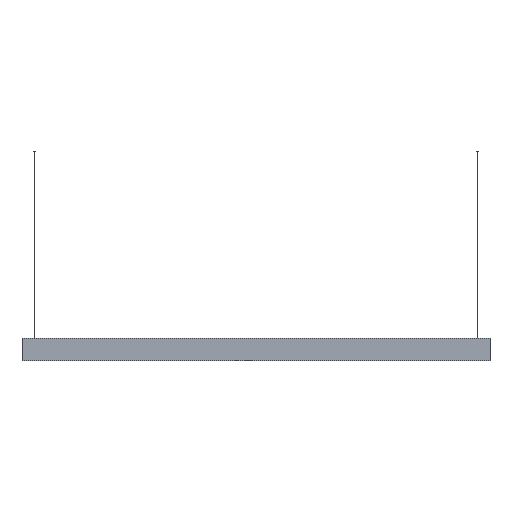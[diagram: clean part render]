
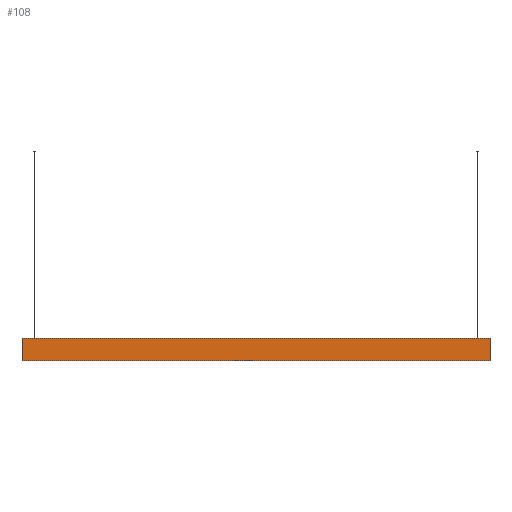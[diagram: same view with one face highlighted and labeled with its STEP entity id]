
A CAD part, top view. The second image highlights one B-rep face of the part: STEP entity #108.
In plain terms, the highlighted planar face has unit normal (0, 0, 1).
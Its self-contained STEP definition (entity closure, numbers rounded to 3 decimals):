
#3 = PLANE ( 'NONE',  #395 ) ;
#10 = CARTESIAN_POINT ( 'NONE',  ( -90.016, 120., 40.633 ) ) ;
#11 = ORIENTED_EDGE ( 'NONE', *, *, #184, .T. ) ;
#18 = EDGE_CURVE ( 'NONE', #112, #449, #415, .T. ) ;
#23 = ORIENTED_EDGE ( 'NONE', *, *, #228, .F. ) ;
#49 = CARTESIAN_POINT ( 'NONE',  ( 2409.984, 0., 40.633 ) ) ;
#85 = VECTOR ( 'NONE', #329, 1000. ) ;
#93 = CARTESIAN_POINT ( 'NONE',  ( -90.016, 0., 40.633 ) ) ;
#108 = ADVANCED_FACE ( 'NONE', ( #438 ), #3, .F. ) ;
#112 = VERTEX_POINT ( 'NONE', #404 ) ;
#171 = VECTOR ( 'NONE', #225, 1000. ) ;
#184 = EDGE_CURVE ( 'NONE', #112, #394, #348, .T. ) ;
#209 = EDGE_CURVE ( 'NONE', #394, #382, #285, .T. ) ;
#221 = DIRECTION ( 'NONE',  ( -1., 0., 0. ) ) ;
#225 = DIRECTION ( 'NONE',  ( 0., -1., 0. ) ) ;
#228 = EDGE_CURVE ( 'NONE', #449, #382, #268, .T. ) ;
#230 = ORIENTED_EDGE ( 'NONE', *, *, #18, .F. ) ;
#234 = CARTESIAN_POINT ( 'NONE',  ( 2409.984, 120., 40.633 ) ) ;
#245 = VECTOR ( 'NONE', #313, 1000. ) ;
#263 = CARTESIAN_POINT ( 'NONE',  ( 2409.984, 120., 40.633 ) ) ;
#265 = ORIENTED_EDGE ( 'NONE', *, *, #209, .T. ) ;
#268 = LINE ( 'NONE', #263, #171 ) ;
#285 = LINE ( 'NONE', #325, #85 ) ;
#294 = VECTOR ( 'NONE', #417, 1000. ) ;
#313 = DIRECTION ( 'NONE',  ( 1., 0., 0. ) ) ;
#325 = CARTESIAN_POINT ( 'NONE',  ( -90.016, 0., 40.633 ) ) ;
#328 = DIRECTION ( 'NONE',  ( 0., 0., -1. ) ) ;
#329 = DIRECTION ( 'NONE',  ( 1., 0., 0. ) ) ;
#348 = LINE ( 'NONE', #368, #294 ) ;
#349 = EDGE_LOOP ( 'NONE', ( #265, #23, #230, #11 ) ) ;
#368 = CARTESIAN_POINT ( 'NONE',  ( -90.016, 120., 40.633 ) ) ;
#380 = CARTESIAN_POINT ( 'NONE',  ( -90.016, 120., 40.633 ) ) ;
#382 = VERTEX_POINT ( 'NONE', #49 ) ;
#394 = VERTEX_POINT ( 'NONE', #93 ) ;
#395 = AXIS2_PLACEMENT_3D ( 'NONE', #10, #328, #221 ) ;
#404 = CARTESIAN_POINT ( 'NONE',  ( -90.016, 120., 40.633 ) ) ;
#415 = LINE ( 'NONE', #380, #245 ) ;
#417 = DIRECTION ( 'NONE',  ( 0., -1., 0. ) ) ;
#438 = FACE_OUTER_BOUND ( 'NONE', #349, .T. ) ;
#449 = VERTEX_POINT ( 'NONE', #234 ) ;
